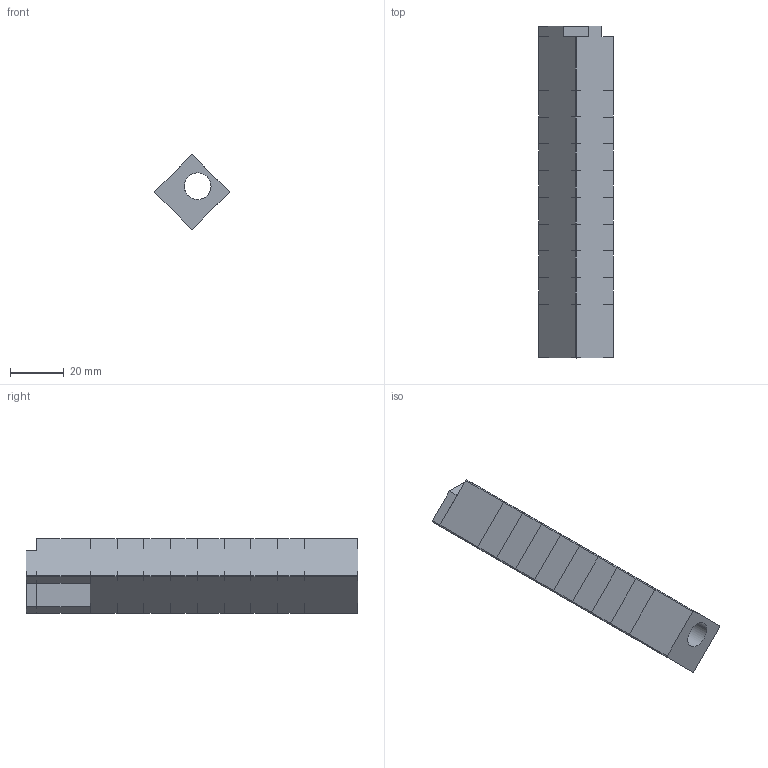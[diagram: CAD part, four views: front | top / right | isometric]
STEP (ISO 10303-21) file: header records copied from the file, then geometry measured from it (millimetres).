
FILE_DESCRIPTION(/* description */ (''),/* implementation_level */ '2;1');
FILE_NAME(/* name */ 'STE3A4A',/* time_stamp */ '2025-08-10T11:27:21+08:00',/* author */ (''),/* organization */ (''),/* preprocessor_version */ 'ST-DEVELOPER v16.5',/* originating_system */ '',/* authorisation */ '');
FILE_SCHEMA (('CONFIG_CONTROL_DESIGN'));
Length unit declared in the file: millimetre
Products named in the file (1): Document
Bounding box: 27.95 x 124 x 27.95 mm (x, y, z)
Volume: 38729.9 mm3; surface area: 20651.4 mm2
Topology: 11 solids, 11 shells, 138 faces, 348 edges, 232 vertices
Faces by surface type: bspline 138
Entity records: 7906 total; most frequent: CARTESIAN_POINT 3834, ORIENTED_EDGE 696, PCURVE 696, DEFINITIONAL_REPRESENTATION 696, B_SPLINE_CURVE_WITH_KNOTS 464, SURFACE_CURVE 348, EDGE_CURVE 348, VERTEX_POINT 232
